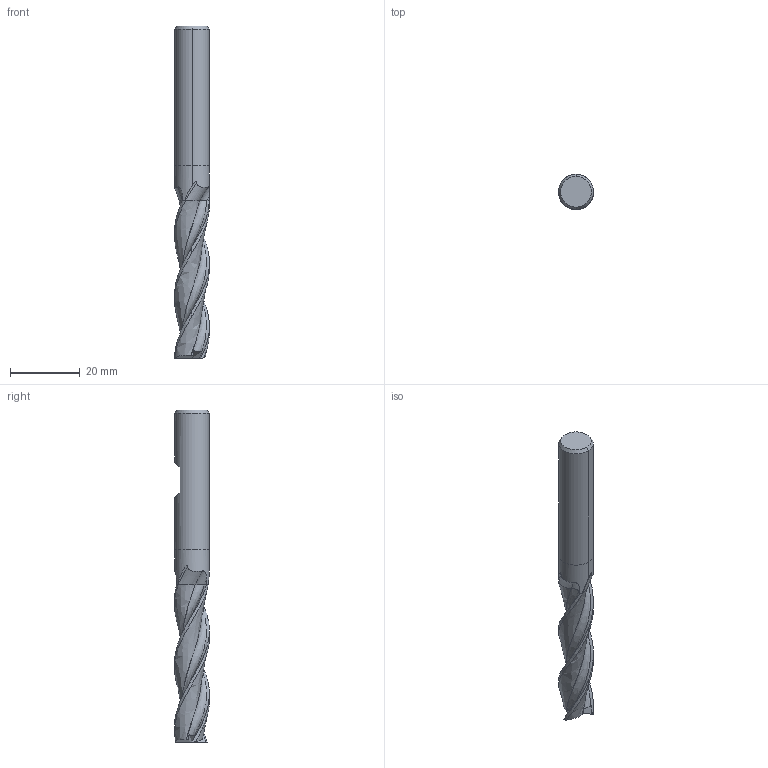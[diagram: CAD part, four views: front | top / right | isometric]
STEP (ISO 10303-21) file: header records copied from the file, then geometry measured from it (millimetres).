
FILE_DESCRIPTION(('no description'),'unknown implementation level');
FILE_NAME('solidoJcSPA79aNOsdhDtqYtjArEKkSE_1.STP',' ',('CIM GmbH Aachen'),('CADClick - KiM GmbH - www.kimweb.de'),'unknown preprocess','ACIS','unknown authorization');
FILE_SCHEMA(('automotive_design'));
Length unit declared in the file: millimetre
Products named in the file (2): 1; 2
Bounding box: 10 x 10 x 95 mm (x, y, z)
Volume: 5685.2 mm3; surface area: 3139.5 mm2
Topology: 2 solids, 2 shells, 74 faces, 205 edges, 135 vertices
Faces by surface type: plane 29, revolution 12, bspline 12, cylinder 11, cone 10
Entity records: 10247 total; most frequent: CARTESIAN_POINT 6181, STYLED_ITEM 416, PRESENTATION_STYLE_ASSIGNMENT 416, COLOUR_RGB 416, ORIENTED_EDGE 410, DIRECTION 283, EDGE_CURVE 205, CURVE_STYLE 205
